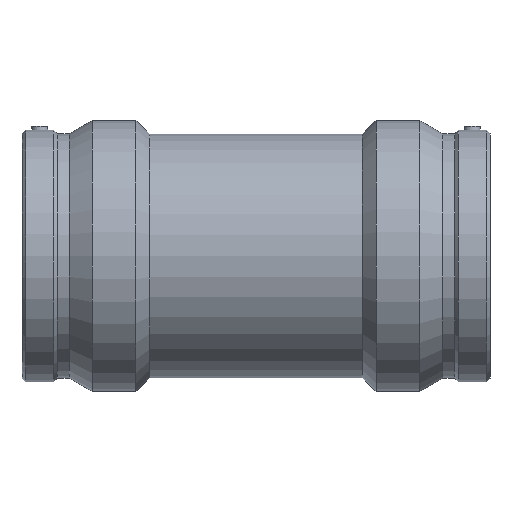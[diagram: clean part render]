
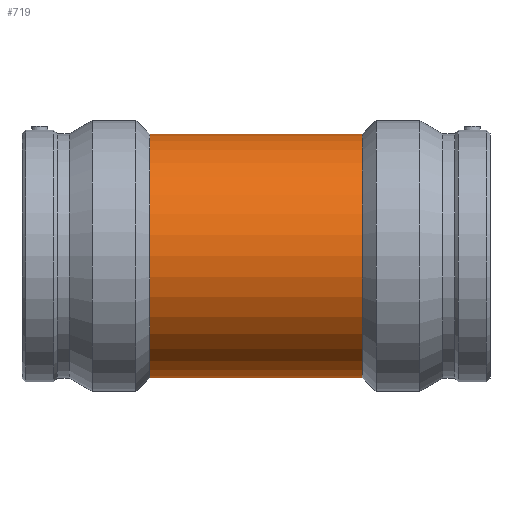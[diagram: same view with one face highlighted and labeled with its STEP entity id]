
A CAD part, top view. The second image highlights one B-rep face of the part: STEP entity #719.
In plain terms, the highlighted cylindrical face has radius 117.45 mm (diameter 234.9 mm), a full revolution.
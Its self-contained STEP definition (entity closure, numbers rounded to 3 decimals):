
#79=FACE_BOUND('',#331,.T.);
#80=FACE_BOUND('',#332,.T.);
#147=CIRCLE('',#807,117.45);
#148=CIRCLE('',#808,117.45);
#199=CYLINDRICAL_SURFACE('',#806,117.45);
#235=FACE_OUTER_BOUND('',#330,.T.);
#330=EDGE_LOOP('',(#616));
#331=EDGE_LOOP('',(#617));
#332=EDGE_LOOP('',(#618));
#416=B_SPLINE_CURVE_WITH_KNOTS('',3,(#1453,#1454,#1455,#1456,#1457,#1458,
#1459,#1460,#1461,#1462,#1463,#1464,#1465,#1466,#1467,#1468,#1469,#1470,
#1471,#1472,#1473,#1474,#1475,#1476,#1477,#1478,#1479,#1480,#1481,#1482,
#1483,#1484,#1485,#1486,#1487,#1488,#1489,#1490,#1491,#1492,#1493,#1494,
#1495,#1496,#1497,#1498,#1499,#1500,#1501,#1502,#1503,#1504,#1505,#1506,
#1507,#1508,#1509,#1510,#1511,#1512,#1513,#1514,#1515,#1516,#1517,#1518),
 .UNSPECIFIED.,.T.,.F.,(4,2,2,2,2,2,2,2,2,2,2,2,2,2,2,2,2,2,2,2,2,2,2,2,
2,2,2,2,2,2,2,2,4),(0.,1.207,2.414,3.622,
4.829,6.032,7.234,8.437,9.64,
10.843,12.045,13.248,14.451,15.658,
16.865,18.073,19.28,20.487,21.694,
22.901,24.109,25.311,26.514,27.717,
28.92,30.122,31.325,32.528,33.731,
34.938,36.145,37.352,38.56),
 .UNSPECIFIED.);
#439=VERTEX_POINT('',#1452);
#448=VERTEX_POINT('',#1545);
#449=VERTEX_POINT('',#1547);
#509=EDGE_CURVE('',#439,#439,#416,.T.);
#518=EDGE_CURVE('',#448,#448,#147,.T.);
#519=EDGE_CURVE('',#449,#449,#148,.T.);
#616=ORIENTED_EDGE('',*,*,#518,.F.);
#617=ORIENTED_EDGE('',*,*,#519,.T.);
#618=ORIENTED_EDGE('',*,*,#509,.T.);
#719=ADVANCED_FACE('',(#235,#79,#80),#199,.T.);
#806=AXIS2_PLACEMENT_3D('',#1544,#977,#978);
#807=AXIS2_PLACEMENT_3D('',#1546,#979,#980);
#808=AXIS2_PLACEMENT_3D('',#1548,#981,#982);
#977=DIRECTION('center_axis',(1.,0.,0.));
#978=DIRECTION('ref_axis',(0.,1.,0.));
#979=DIRECTION('center_axis',(1.,0.,0.));
#980=DIRECTION('ref_axis',(0.,0.,-1.));
#981=DIRECTION('center_axis',(1.,0.,0.));
#982=DIRECTION('ref_axis',(0.,0.,-1.));
#1452=CARTESIAN_POINT('',(0.,62.5,-99.44));
#1453=CARTESIAN_POINT('Ctrl Pts',(0.,62.5,-99.44));
#1454=CARTESIAN_POINT('Ctrl Pts',(-4.024,62.5,-99.44));
#1455=CARTESIAN_POINT('Ctrl Pts',(-8.15,62.105,-99.691));
#1456=CARTESIAN_POINT('Ctrl Pts',(-16.294,60.481,-100.685));
#1457=CARTESIAN_POINT('Ctrl Pts',(-20.313,59.253,-101.425));
#1458=CARTESIAN_POINT('Ctrl Pts',(-27.977,56.043,-103.233));
#1459=CARTESIAN_POINT('Ctrl Pts',(-31.63,54.059,-104.301));
#1460=CARTESIAN_POINT('Ctrl Pts',(-38.371,49.502,-106.539));
#1461=CARTESIAN_POINT('Ctrl Pts',(-41.459,46.929,-107.707));
#1462=CARTESIAN_POINT('Ctrl Pts',(-46.919,41.469,-109.925));
#1463=CARTESIAN_POINT('Ctrl Pts',(-49.491,38.386,-111.056));
#1464=CARTESIAN_POINT('Ctrl Pts',(-54.051,31.643,-113.162));
#1465=CARTESIAN_POINT('Ctrl Pts',(-56.04,27.983,-114.135));
#1466=CARTESIAN_POINT('Ctrl Pts',(-59.256,20.305,-115.748));
#1467=CARTESIAN_POINT('Ctrl Pts',(-60.486,16.278,-116.389));
#1468=CARTESIAN_POINT('Ctrl Pts',(-62.108,8.13,-117.24));
#1469=CARTESIAN_POINT('Ctrl Pts',(-62.5,4.009,-117.45));
#1470=CARTESIAN_POINT('Ctrl Pts',(-62.5,-4.009,-117.45));
#1471=CARTESIAN_POINT('Ctrl Pts',(-62.108,-8.13,-117.24));
#1472=CARTESIAN_POINT('Ctrl Pts',(-60.486,-16.278,-116.389));
#1473=CARTESIAN_POINT('Ctrl Pts',(-59.256,-20.305,-115.748));
#1474=CARTESIAN_POINT('Ctrl Pts',(-56.04,-27.983,-114.135));
#1475=CARTESIAN_POINT('Ctrl Pts',(-54.051,-31.643,-113.162));
#1476=CARTESIAN_POINT('Ctrl Pts',(-49.491,-38.386,-111.056));
#1477=CARTESIAN_POINT('Ctrl Pts',(-46.919,-41.469,-109.925));
#1478=CARTESIAN_POINT('Ctrl Pts',(-41.459,-46.929,-107.707));
#1479=CARTESIAN_POINT('Ctrl Pts',(-38.371,-49.502,-106.539));
#1480=CARTESIAN_POINT('Ctrl Pts',(-31.63,-54.059,-104.301));
#1481=CARTESIAN_POINT('Ctrl Pts',(-27.977,-56.043,-103.233));
#1482=CARTESIAN_POINT('Ctrl Pts',(-20.313,-59.253,-101.425));
#1483=CARTESIAN_POINT('Ctrl Pts',(-16.294,-60.481,-100.685));
#1484=CARTESIAN_POINT('Ctrl Pts',(-8.15,-62.105,-99.691));
#1485=CARTESIAN_POINT('Ctrl Pts',(-4.024,-62.5,-99.44));
#1486=CARTESIAN_POINT('Ctrl Pts',(4.024,-62.5,-99.44));
#1487=CARTESIAN_POINT('Ctrl Pts',(8.15,-62.105,-99.691));
#1488=CARTESIAN_POINT('Ctrl Pts',(16.294,-60.481,-100.685));
#1489=CARTESIAN_POINT('Ctrl Pts',(20.313,-59.253,-101.425));
#1490=CARTESIAN_POINT('Ctrl Pts',(27.977,-56.043,-103.233));
#1491=CARTESIAN_POINT('Ctrl Pts',(31.63,-54.059,-104.301));
#1492=CARTESIAN_POINT('Ctrl Pts',(38.371,-49.502,-106.539));
#1493=CARTESIAN_POINT('Ctrl Pts',(41.459,-46.929,-107.707));
#1494=CARTESIAN_POINT('Ctrl Pts',(46.919,-41.469,-109.925));
#1495=CARTESIAN_POINT('Ctrl Pts',(49.491,-38.386,-111.056));
#1496=CARTESIAN_POINT('Ctrl Pts',(54.051,-31.643,-113.162));
#1497=CARTESIAN_POINT('Ctrl Pts',(56.04,-27.983,-114.135));
#1498=CARTESIAN_POINT('Ctrl Pts',(59.256,-20.305,-115.748));
#1499=CARTESIAN_POINT('Ctrl Pts',(60.486,-16.278,-116.389));
#1500=CARTESIAN_POINT('Ctrl Pts',(62.108,-8.13,-117.24));
#1501=CARTESIAN_POINT('Ctrl Pts',(62.5,-4.009,-117.45));
#1502=CARTESIAN_POINT('Ctrl Pts',(62.5,4.009,-117.45));
#1503=CARTESIAN_POINT('Ctrl Pts',(62.108,8.13,-117.24));
#1504=CARTESIAN_POINT('Ctrl Pts',(60.486,16.278,-116.389));
#1505=CARTESIAN_POINT('Ctrl Pts',(59.256,20.305,-115.748));
#1506=CARTESIAN_POINT('Ctrl Pts',(56.04,27.983,-114.135));
#1507=CARTESIAN_POINT('Ctrl Pts',(54.051,31.643,-113.162));
#1508=CARTESIAN_POINT('Ctrl Pts',(49.491,38.386,-111.056));
#1509=CARTESIAN_POINT('Ctrl Pts',(46.919,41.469,-109.925));
#1510=CARTESIAN_POINT('Ctrl Pts',(41.459,46.929,-107.707));
#1511=CARTESIAN_POINT('Ctrl Pts',(38.371,49.502,-106.539));
#1512=CARTESIAN_POINT('Ctrl Pts',(31.63,54.059,-104.301));
#1513=CARTESIAN_POINT('Ctrl Pts',(27.977,56.043,-103.233));
#1514=CARTESIAN_POINT('Ctrl Pts',(20.313,59.253,-101.425));
#1515=CARTESIAN_POINT('Ctrl Pts',(16.294,60.481,-100.685));
#1516=CARTESIAN_POINT('Ctrl Pts',(8.15,62.105,-99.691));
#1517=CARTESIAN_POINT('Ctrl Pts',(4.024,62.5,-99.44));
#1518=CARTESIAN_POINT('Ctrl Pts',(0.,62.5,-99.44));
#1544=CARTESIAN_POINT('Origin',(0.,0.,0.));
#1545=CARTESIAN_POINT('',(102.603,117.45,0.));
#1546=CARTESIAN_POINT('Origin',(102.603,0.,0.));
#1547=CARTESIAN_POINT('',(-102.603,117.45,0.));
#1548=CARTESIAN_POINT('Origin',(-102.603,0.,0.));
